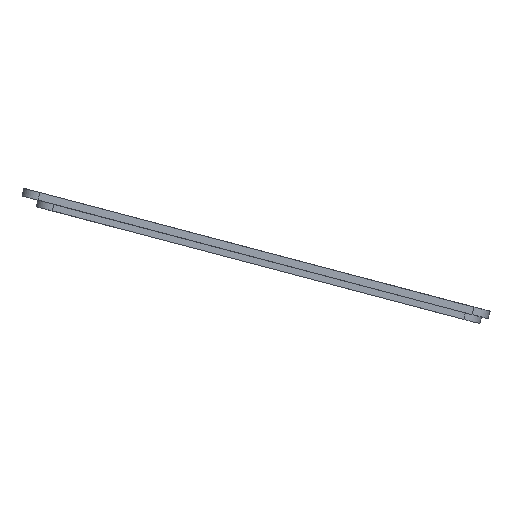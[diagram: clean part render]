
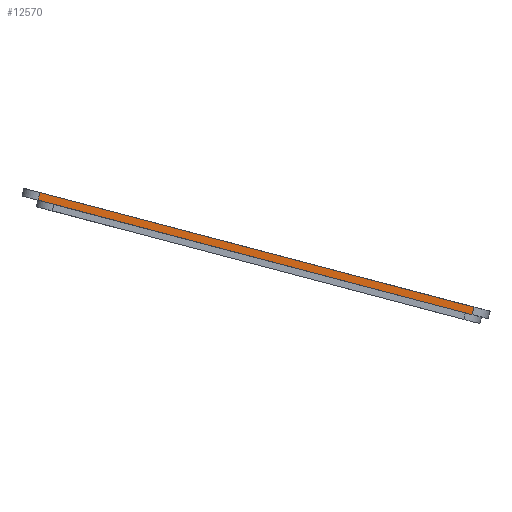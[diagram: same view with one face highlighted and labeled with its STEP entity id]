
A CAD part, left-side view. The second image highlights one B-rep face of the part: STEP entity #12570.
In plain terms, the highlighted planar face has unit normal (-1, 0, 0).
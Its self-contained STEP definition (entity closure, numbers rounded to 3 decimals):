
#1258=PLANE('',#13291);
#1555=FACE_OUTER_BOUND('',#2260,.T.);
#2260=EDGE_LOOP('',(#8631,#8632,#8633,#8634));
#3045=LINE('',#15558,#4176);
#3046=LINE('',#15561,#4177);
#3047=LINE('',#15563,#4178);
#3048=LINE('',#15564,#4179);
#4176=VECTOR('',#13673,10.);
#4177=VECTOR('',#13676,10.);
#4178=VECTOR('',#13677,10.);
#4179=VECTOR('',#13678,10.);
#5362=VERTEX_POINT('',#15551);
#5365=VERTEX_POINT('',#15556);
#5366=VERTEX_POINT('',#15560);
#5367=VERTEX_POINT('',#15562);
#6669=EDGE_CURVE('',#5365,#5362,#3045,.T.);
#6670=EDGE_CURVE('',#5365,#5366,#3046,.T.);
#6671=EDGE_CURVE('',#5367,#5366,#3047,.T.);
#6672=EDGE_CURVE('',#5367,#5362,#3048,.T.);
#8631=ORIENTED_EDGE('',*,*,#6669,.F.);
#8632=ORIENTED_EDGE('',*,*,#6670,.T.);
#8633=ORIENTED_EDGE('',*,*,#6671,.F.);
#8634=ORIENTED_EDGE('',*,*,#6672,.T.);
#12570=ADVANCED_FACE('',(#1555),#1258,.T.);
#13291=AXIS2_PLACEMENT_3D('',#15559,#13674,#13675);
#13673=DIRECTION('',(0.,-0.255,0.967));
#13674=DIRECTION('center_axis',(-1.,0.,0.));
#13675=DIRECTION('ref_axis',(0.,0.,1.));
#13676=DIRECTION('',(0.,-0.967,-0.255));
#13677=DIRECTION('',(0.,0.255,-0.967));
#13678=DIRECTION('',(0.,0.967,0.255));
#15551=CARTESIAN_POINT('',(-47.,41.599,40.838));
#15556=CARTESIAN_POINT('',(-47.,41.981,39.388));
#15558=CARTESIAN_POINT('',(-47.,41.79,40.113));
#15559=CARTESIAN_POINT('Origin',(-47.,-1.797,28.627));
#15560=CARTESIAN_POINT('',(-47.,-41.825,17.303));
#15561=CARTESIAN_POINT('',(-47.,42.005,39.394));
#15562=CARTESIAN_POINT('',(-47.,-42.207,18.754));
#15563=CARTESIAN_POINT('',(-47.,-42.016,18.028));
#15564=CARTESIAN_POINT('',(-47.,20.083,35.169));
